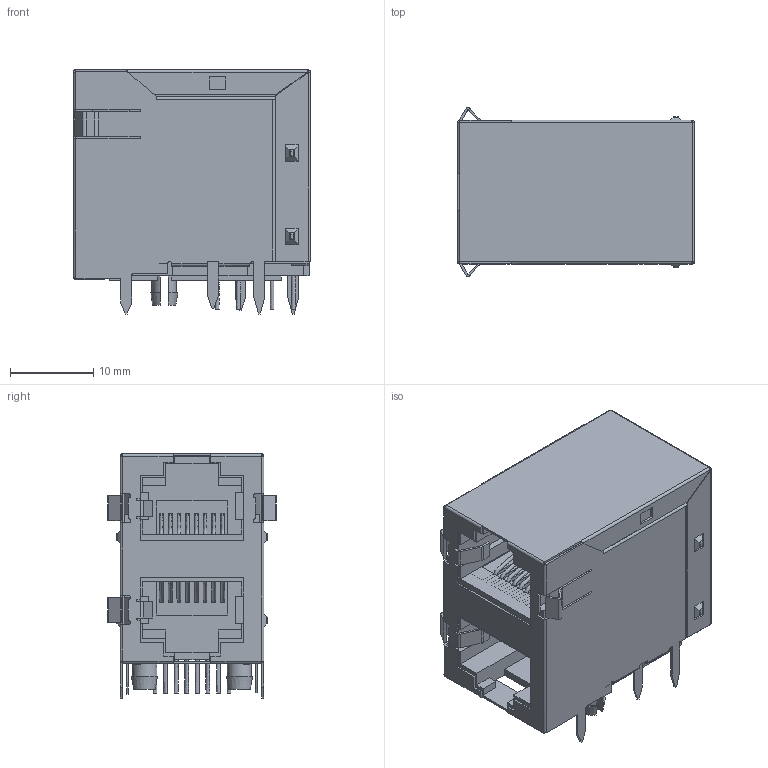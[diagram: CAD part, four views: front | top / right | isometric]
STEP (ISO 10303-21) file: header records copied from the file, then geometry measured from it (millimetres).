
FILE_DESCRIPTION(/* description */ ('Unknown'),/* implementation_level */ '2;1');
FILE_NAME(/* name */ '615016240521',/* time_stamp */ '2017-09-19T13:59:35+02:00',/* author */ ('Unknown'),/* organization */ ('Unknown'),/* preprocessor_version */ 'ST-DEVELOPER v16.7',/* originating_system */ 'DEX',/* authorisation */ $);
FILE_SCHEMA (('AUTOMOTIVE_DESIGN {1 0 10303 214 3 1 1}'));
Length unit declared in the file: millimetre
Products named in the file (24): 615016240521; 615016240521_Housing; 615016240521_Housing1; 615016240521_Housing1.1; 615016240521_Housing1.2; 615016240521_Pin1.5; 615016240521_Pin5; 615016240521_Housing2; 615016240521_Pin1.7; 615016240521_Pin4; 615016240521_Pin1; 615016240521_Shielding; 615016240521_Pin3; 615016240521_Pin2; 615016240521_Pin6; 615016240521_Pin7; 615016240521_Pin1.6; 615016240521_Pin8; 615016240521_Pin1.1; 615016240521_Pin1.4; 615016240521_Shielding2; 615016240521_Pin1.2; 615016240521_Pin1.8; 615016240521_Pin1.3
Assembly tree (23 placements, depth 3):
  615016240521
    615016240521_Housing
    615016240521_Housing1
      615016240521_Housing1.1
      615016240521_Housing1.2
    615016240521_Pin1.5
    615016240521_Pin5
    615016240521_Housing2
    615016240521_Pin1.7
    615016240521_Pin4
    615016240521_Pin1
    615016240521_Shielding
    615016240521_Pin3
    615016240521_Pin2
    615016240521_Pin6
    615016240521_Pin7
    615016240521_Pin1.6
    615016240521_Pin8
    615016240521_Pin1.1
    615016240521_Pin1.4
    615016240521_Shielding2
    615016240521_Pin1.2
    615016240521_Pin1.8
    615016240521_Pin1.3
Bounding box: 28.45 x 20.27 x 29.35 mm (x, y, z)
Volume: 7506.4 mm3; surface area: 17936.9 mm2
Topology: 22 solids, 22 shells, 1246 faces, 3423 edges, 2205 vertices
Faces by surface type: plane 1022, cylinder 177, bspline 43, cone 4
Full cylindrical faces by diameter (mm): 0.01 x1, 0.45 x16, 1 x8
Entity records: 37283 total; most frequent: CARTESIAN_POINT 14455, ORIENTED_EDGE 6648, EDGE_CURVE 3324, LINE 2539, VERTEX_POINT 2156, EDGE_LOOP 1328, FACE_BOUND 1328, ADVANCED_FACE 1231
